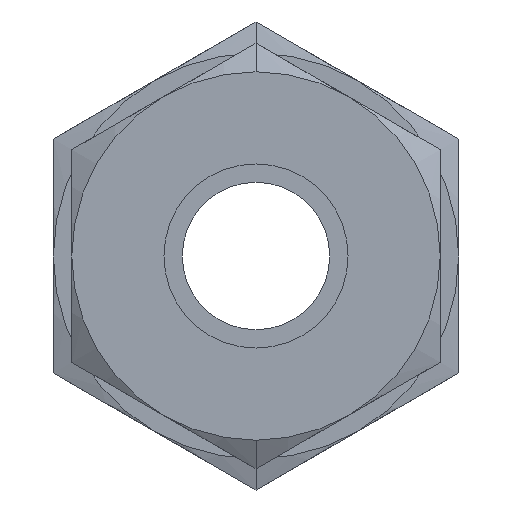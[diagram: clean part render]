
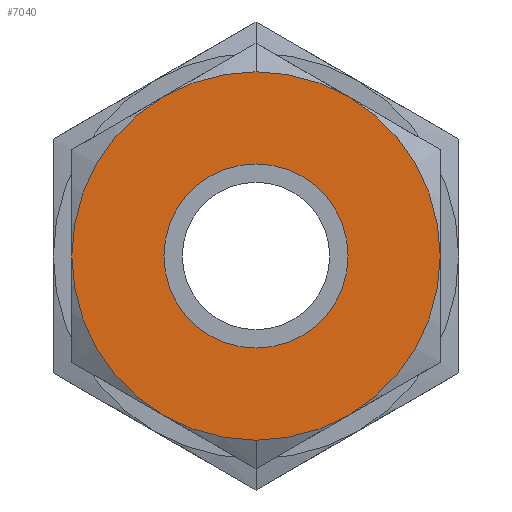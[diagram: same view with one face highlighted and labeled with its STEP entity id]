
A CAD part, left-side view. The second image highlights one B-rep face of the part: STEP entity #7040.
In plain terms, the highlighted planar face has unit normal (-1, 0, 0).
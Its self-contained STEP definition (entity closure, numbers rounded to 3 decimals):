
#82 = CARTESIAN_POINT ( 'NONE',  ( 0., 0., -3.965 ) ) ;
#317 = AXIS2_PLACEMENT_3D ( 'NONE', #6952, #1387, #5843 ) ;
#458 = DIRECTION ( 'NONE',  ( 1., 0., 0. ) ) ;
#741 = VERTEX_POINT ( 'NONE', #14088 ) ;
#862 = EDGE_LOOP ( 'NONE', ( #11719, #2034 ) ) ;
#1200 = CIRCLE ( 'NONE', #2606, 7.935 ) ;
#1361 = ORIENTED_EDGE ( 'NONE', *, *, #8920, .T. ) ;
#1387 = DIRECTION ( 'NONE',  ( -1., 0., 0. ) ) ;
#1877 = AXIS2_PLACEMENT_3D ( 'NONE', #8334, #10540, #12810 ) ;
#2034 = ORIENTED_EDGE ( 'NONE', *, *, #11368, .F. ) ;
#2410 = FACE_BOUND ( 'NONE', #8619, .T. ) ;
#2606 = AXIS2_PLACEMENT_3D ( 'NONE', #6549, #11027, #11983 ) ;
#2931 = VERTEX_POINT ( 'NONE', #7780 ) ;
#3134 = AXIS2_PLACEMENT_3D ( 'NONE', #6971, #458, #3761 ) ;
#3354 = AXIS2_PLACEMENT_3D ( 'NONE', #9533, #11733, #7180 ) ;
#3761 = DIRECTION ( 'NONE',  ( 0., 0., 1. ) ) ;
#5146 = CIRCLE ( 'NONE', #1877, 3.965 ) ;
#5660 = ORIENTED_EDGE ( 'NONE', *, *, #6143, .T. ) ;
#5843 = DIRECTION ( 'NONE',  ( 0., 0., 1. ) ) ;
#6143 = EDGE_CURVE ( 'NONE', #741, #8740, #5146, .T. ) ;
#6549 = CARTESIAN_POINT ( 'NONE',  ( 0., 0., 0. ) ) ;
#6952 = CARTESIAN_POINT ( 'NONE',  ( 0., 0., 3.967 ) ) ;
#6971 = CARTESIAN_POINT ( 'NONE',  ( 0., 0., 0. ) ) ;
#7040 = ADVANCED_FACE ( 'NONE', ( #2410, #11360 ), #9239, .T. ) ;
#7180 = DIRECTION ( 'NONE',  ( 0., 0., -1. ) ) ;
#7780 = CARTESIAN_POINT ( 'NONE',  ( 0., 0., 7.935 ) ) ;
#7901 = EDGE_CURVE ( 'NONE', #2931, #9966, #11333, .T. ) ;
#8334 = CARTESIAN_POINT ( 'NONE',  ( 0., 0., 0. ) ) ;
#8619 = EDGE_LOOP ( 'NONE', ( #1361, #5660 ) ) ;
#8740 = VERTEX_POINT ( 'NONE', #82 ) ;
#8920 = EDGE_CURVE ( 'NONE', #8740, #741, #12967, .T. ) ;
#9239 = PLANE ( 'NONE',  #317 ) ;
#9398 = CARTESIAN_POINT ( 'NONE',  ( 0., 0., -7.935 ) ) ;
#9533 = CARTESIAN_POINT ( 'NONE',  ( 0., 0., 0. ) ) ;
#9966 = VERTEX_POINT ( 'NONE', #9398 ) ;
#10540 = DIRECTION ( 'NONE',  ( 1., 0., 0. ) ) ;
#11027 = DIRECTION ( 'NONE',  ( 1., 0., 0. ) ) ;
#11333 = CIRCLE ( 'NONE', #3134, 7.935 ) ;
#11360 = FACE_OUTER_BOUND ( 'NONE', #862, .T. ) ;
#11368 = EDGE_CURVE ( 'NONE', #9966, #2931, #1200, .T. ) ;
#11719 = ORIENTED_EDGE ( 'NONE', *, *, #7901, .F. ) ;
#11733 = DIRECTION ( 'NONE',  ( 1., 0., 0. ) ) ;
#11983 = DIRECTION ( 'NONE',  ( 0., 0., -1. ) ) ;
#12810 = DIRECTION ( 'NONE',  ( 0., 0., 1. ) ) ;
#12967 = CIRCLE ( 'NONE', #3354, 3.965 ) ;
#14088 = CARTESIAN_POINT ( 'NONE',  ( 0., 0., 3.965 ) ) ;
